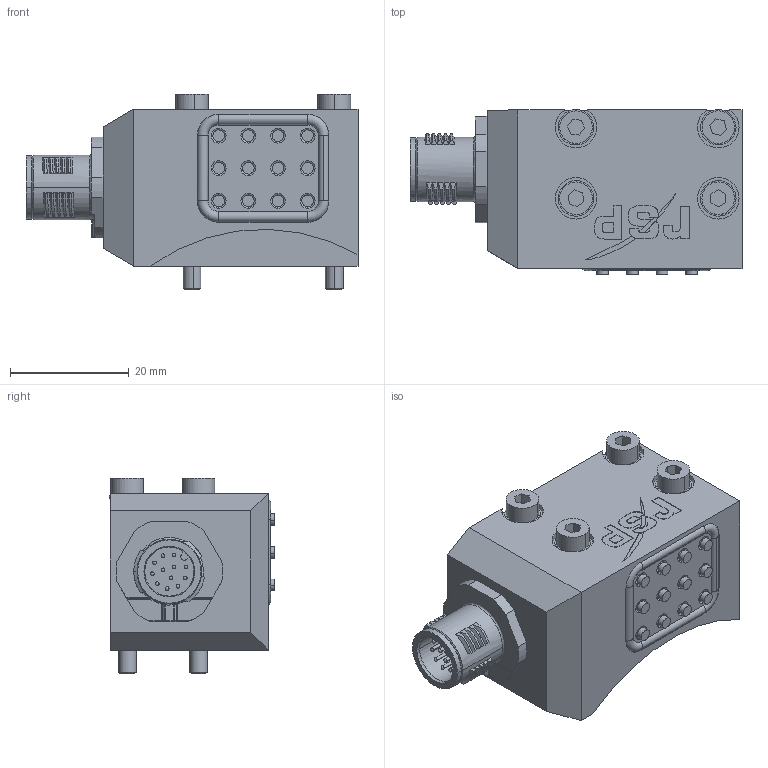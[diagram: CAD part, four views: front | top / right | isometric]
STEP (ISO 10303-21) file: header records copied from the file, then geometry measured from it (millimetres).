
FILE_DESCRIPTION (( 'STEP AP203' ), '1' );
FILE_NAME ('P1131.STEP', '2018-11-28T16:13:05', ( '' ), ( '' ), 'SwSTEP 2.0', 'SolidWorks 2017', '' );
FILE_SCHEMA (( 'CONFIG_CONTROL_DESIGN' ));
Length unit declared in the file: millimetre
Products named in the file (1): P1131
Bounding box: 56 x 27.84 x 33 mm (x, y, z)
Volume: 32205.1 mm3; surface area: 14110.8 mm2
Topology: 24 solids, 24 shells, 686 faces, 1646 edges, 996 vertices
Faces by surface type: cylinder 254, plane 211, bspline 122, cone 67, sphere 24, torus 8
Entity records: 24621 total; most frequent: CARTESIAN_POINT 9583, ORIENTED_EDGE 3084, DIRECTION 3030, EDGE_CURVE 1542, AXIS2_PLACEMENT_3D 1158, VERTEX_POINT 972, EDGE_LOOP 774, VECTOR 714
